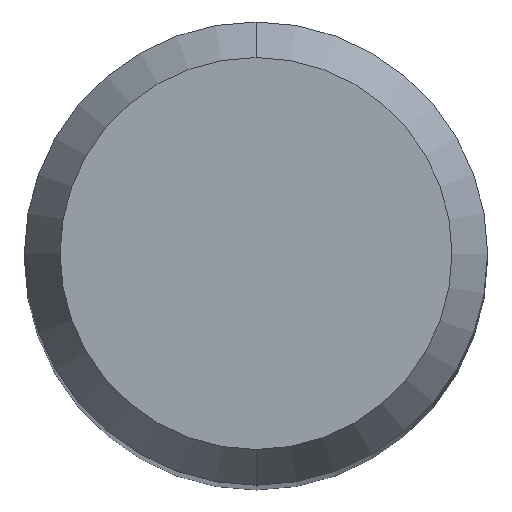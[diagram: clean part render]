
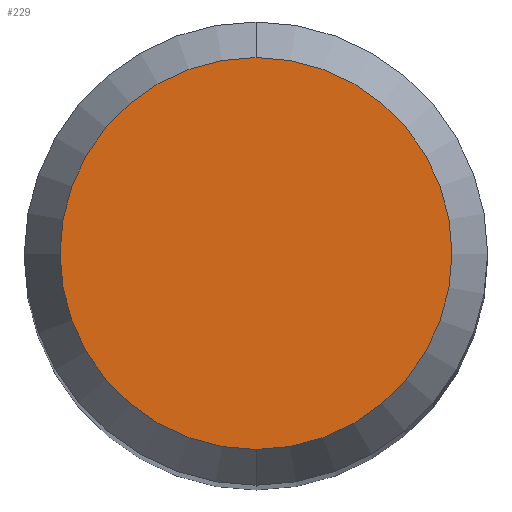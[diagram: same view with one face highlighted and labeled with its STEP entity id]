
A CAD part, top view. The second image highlights one B-rep face of the part: STEP entity #229.
In plain terms, the highlighted planar face has unit normal (0, 0, 1).
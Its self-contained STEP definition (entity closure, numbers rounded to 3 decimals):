
#185=EDGE_CURVE('',#201,#395,#477,.T.);
#201=VERTEX_POINT('',#494);
#229=ADVANCED_FACE('',(#529),#530,.T.);
#395=VERTEX_POINT('',#711);
#399=EDGE_CURVE('',#395,#201,#715,.T.);
#477=CIRCLE('',#807,2.538);
#494=CARTESIAN_POINT('',(0.,-2.538,0.0));
#529=FACE_OUTER_BOUND('',#903,.T.);
#530=PLANE('',#904);
#711=CARTESIAN_POINT('',(0.0,2.538,0.0));
#715=CIRCLE('',#1278,2.538);
#807=AXIS2_PLACEMENT_3D('',#1391,#1392,#1393);
#903=EDGE_LOOP('',(#1496,#1497));
#904=AXIS2_PLACEMENT_3D('',#1498,#1499,#1500);
#1278=AXIS2_PLACEMENT_3D('',#1676,#1677,#1678);
#1391=CARTESIAN_POINT('',(0.0,0.0,0.0));
#1392=DIRECTION('',(0.0,0.0,-1.0));
#1393=DIRECTION('',(0.0,1.0,0.0));
#1496=ORIENTED_EDGE('',*,*,#399,.F.);
#1497=ORIENTED_EDGE('',*,*,#185,.F.);
#1498=CARTESIAN_POINT('',(0.0,1.269,0.0));
#1499=DIRECTION('',(-0.0,0.0,1.0));
#1500=DIRECTION('',(0.0,-1.0,0.0));
#1676=CARTESIAN_POINT('',(0.0,0.0,0.0));
#1677=DIRECTION('',(0.0,0.0,-1.0));
#1678=DIRECTION('',(0.0,1.0,0.0));
